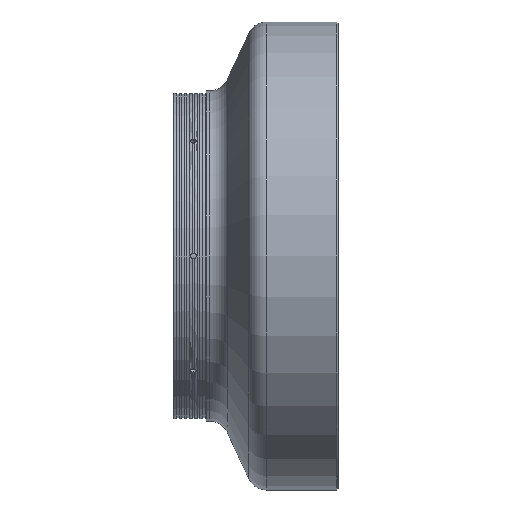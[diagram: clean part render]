
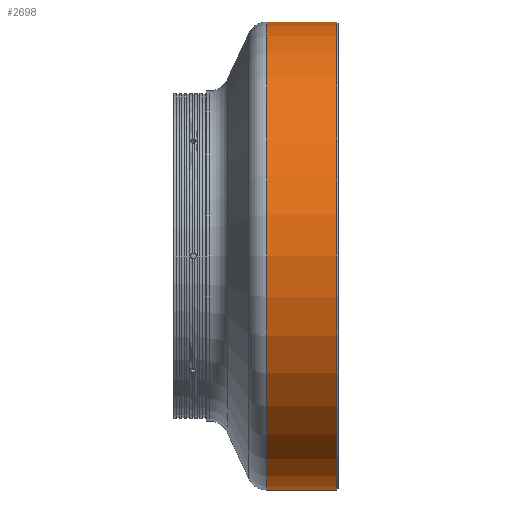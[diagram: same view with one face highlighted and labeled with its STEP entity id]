
A CAD part, left-side view. The second image highlights one B-rep face of the part: STEP entity #2698.
In plain terms, the highlighted cylindrical face has radius 180 mm (diameter 360 mm), a partial arc.
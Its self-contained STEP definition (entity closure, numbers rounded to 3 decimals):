
#43 = DIRECTION ( 'NONE',  ( 0., -1., 0. ) ) ;
#255 = DIRECTION ( 'NONE',  ( 0., 0., -1. ) ) ;
#687 = ORIENTED_EDGE ( 'NONE', *, *, #3599, .T. ) ;
#689 = VECTOR ( 'NONE', #5117, 1000. ) ;
#809 = CARTESIAN_POINT ( 'NONE',  ( 0., 1., -180. ) ) ;
#909 = CYLINDRICAL_SURFACE ( 'NONE', #1730, 180. ) ;
#1017 = CARTESIAN_POINT ( 'NONE',  ( 0., 0., -180. ) ) ;
#1107 = ORIENTED_EDGE ( 'NONE', *, *, #4691, .T. ) ;
#1642 = VERTEX_POINT ( 'NONE', #809 ) ;
#1730 = AXIS2_PLACEMENT_3D ( 'NONE', #2922, #2042, #255 ) ;
#1940 = CARTESIAN_POINT ( 'NONE',  ( 0., 1., 0. ) ) ;
#2036 = CARTESIAN_POINT ( 'NONE',  ( 0., 0., 180. ) ) ;
#2042 = DIRECTION ( 'NONE',  ( 0., -1., 0. ) ) ;
#2120 = VERTEX_POINT ( 'NONE', #5735 ) ;
#2152 = VERTEX_POINT ( 'NONE', #4016 ) ;
#2297 = VECTOR ( 'NONE', #4125, 1000. ) ;
#2391 = DIRECTION ( 'NONE',  ( 0., 0., 1. ) ) ;
#2698 = ADVANCED_FACE ( 'NONE', ( #4456 ), #909, .T. ) ;
#2702 = CARTESIAN_POINT ( 'NONE',  ( 0., 55., 0. ) ) ;
#2922 = CARTESIAN_POINT ( 'NONE',  ( 0., 0., 0. ) ) ;
#3154 = DIRECTION ( 'NONE',  ( 0., 0., 1. ) ) ;
#3184 = ORIENTED_EDGE ( 'NONE', *, *, #3711, .F. ) ;
#3206 = ORIENTED_EDGE ( 'NONE', *, *, #5086, .T. ) ;
#3599 = EDGE_CURVE ( 'NONE', #5140, #1642, #3600, .T. ) ;
#3600 = LINE ( 'NONE', #1017, #2297 ) ;
#3665 = EDGE_LOOP ( 'NONE', ( #3184, #3206, #687, #1107 ) ) ;
#3711 = EDGE_CURVE ( 'NONE', #2120, #2152, #4097, .T. ) ;
#3873 = CIRCLE ( 'NONE', #5026, 180. ) ;
#4016 = CARTESIAN_POINT ( 'NONE',  ( 0., 1., 180. ) ) ;
#4069 = CARTESIAN_POINT ( 'NONE',  ( 0., 55., -180. ) ) ;
#4097 = LINE ( 'NONE', #2036, #689 ) ;
#4125 = DIRECTION ( 'NONE',  ( 0., -1., 0. ) ) ;
#4456 = FACE_OUTER_BOUND ( 'NONE', #3665, .T. ) ;
#4691 = EDGE_CURVE ( 'NONE', #1642, #2152, #3873, .T. ) ;
#5026 = AXIS2_PLACEMENT_3D ( 'NONE', #1940, #5036, #2391 ) ;
#5036 = DIRECTION ( 'NONE',  ( 0., 1., 0. ) ) ;
#5086 = EDGE_CURVE ( 'NONE', #2120, #5140, #5570, .T. ) ;
#5117 = DIRECTION ( 'NONE',  ( 0., -1., 0. ) ) ;
#5140 = VERTEX_POINT ( 'NONE', #4069 ) ;
#5197 = AXIS2_PLACEMENT_3D ( 'NONE', #2702, #43, #3154 ) ;
#5570 = CIRCLE ( 'NONE', #5197, 180. ) ;
#5735 = CARTESIAN_POINT ( 'NONE',  ( 0., 55., 180. ) ) ;
